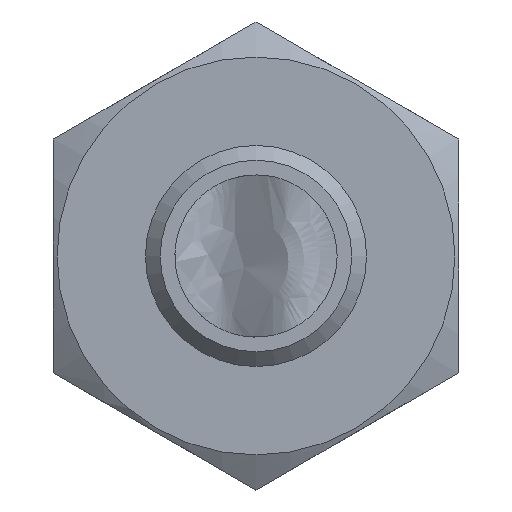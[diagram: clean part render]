
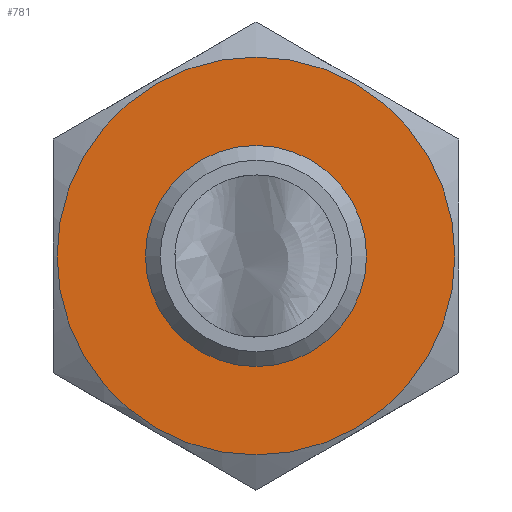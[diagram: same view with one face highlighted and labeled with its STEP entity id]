
A CAD part, front view. The second image highlights one B-rep face of the part: STEP entity #781.
In plain terms, the highlighted planar face has unit normal (0, -1, 0).
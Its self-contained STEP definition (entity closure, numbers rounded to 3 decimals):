
#129 = CIRCLE ( 'NONE', #303, 2.7 ) ;
#144 = EDGE_CURVE ( 'NONE', #267, #267, #129, .T. ) ;
#158 = DIRECTION ( 'NONE',  ( 0., -1., 0. ) ) ;
#267 = VERTEX_POINT ( 'NONE', #940 ) ;
#272 = CARTESIAN_POINT ( 'NONE',  ( -2.81, 2.519, -2.808 ) ) ;
#303 = AXIS2_PLACEMENT_3D ( 'NONE', #513, #158, #439 ) ;
#413 = ORIENTED_EDGE ( 'NONE', *, *, #144, .T. ) ;
#439 = DIRECTION ( 'NONE',  ( 0., 0., 1. ) ) ;
#499 = DIRECTION ( 'NONE',  ( 0., -1., 0. ) ) ;
#513 = CARTESIAN_POINT ( 'NONE',  ( 0., 2.519, 0. ) ) ;
#567 = PLANE ( 'NONE',  #719 ) ;
#713 = DIRECTION ( 'NONE',  ( 1., 0., 0. ) ) ;
#719 = AXIS2_PLACEMENT_3D ( 'NONE', #272, #499, #713 ) ;
#781 = ADVANCED_FACE ( 'NONE', ( #859 ), #567, .T. ) ;
#859 = FACE_OUTER_BOUND ( 'NONE', #877, .T. ) ;
#877 = EDGE_LOOP ( 'NONE', ( #413 ) ) ;
#940 = CARTESIAN_POINT ( 'NONE',  ( 0., 2.519, 2.7 ) ) ;
